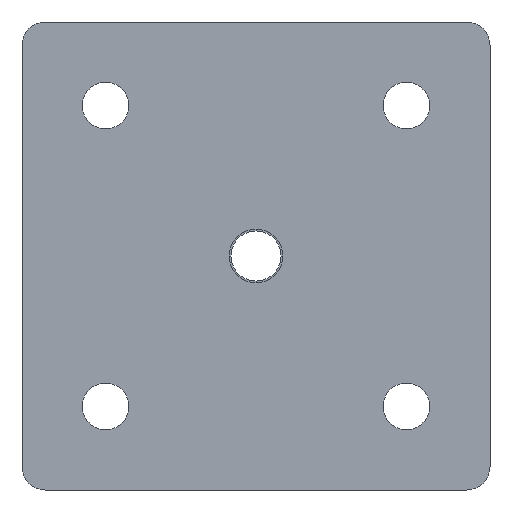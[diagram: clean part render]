
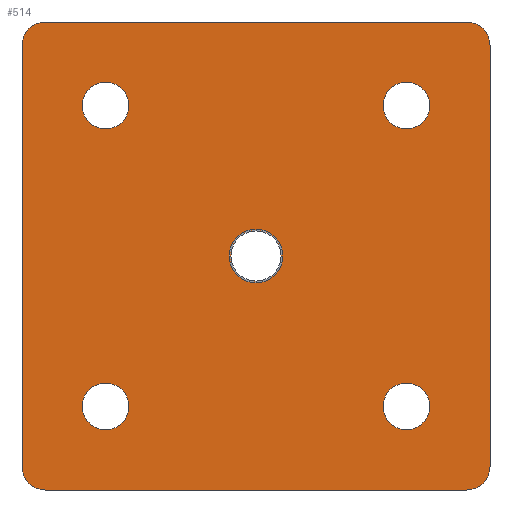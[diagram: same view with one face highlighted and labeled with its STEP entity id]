
A CAD part, left-side view. The second image highlights one B-rep face of the part: STEP entity #514.
In plain terms, the highlighted planar face has unit normal (-1, 0, 0).
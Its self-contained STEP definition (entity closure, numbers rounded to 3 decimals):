
#1=CARTESIAN_POINT('',(0.,31.5,-31.5));
#2=DIRECTION('',(1.,0.,0.));
#3=DIRECTION('',(0.,0.,-1.));
#4=AXIS2_PLACEMENT_3D('',#1,#2,#3);
#6=DIRECTION('',(0.,0.,1.));
#7=VECTOR('',#6,63.);
#8=CARTESIAN_POINT('',(0.,35.,-31.5));
#9=LINE('',#8,#7);
#10=CARTESIAN_POINT('',(0.,31.5,31.5));
#11=DIRECTION('',(1.,0.,0.));
#12=DIRECTION('',(0.,1.,0.));
#13=AXIS2_PLACEMENT_3D('',#10,#11,#12);
#15=DIRECTION('',(0.,-1.,0.));
#16=VECTOR('',#15,63.);
#17=CARTESIAN_POINT('',(0.,31.5,35.));
#18=LINE('',#17,#16);
#19=CARTESIAN_POINT('',(0.,-31.5,31.5));
#20=DIRECTION('',(1.,0.,0.));
#21=DIRECTION('',(0.,0.,1.));
#22=AXIS2_PLACEMENT_3D('',#19,#20,#21);
#24=DIRECTION('',(0.,0.,-1.));
#25=VECTOR('',#24,63.);
#26=CARTESIAN_POINT('',(0.,-35.,31.5));
#27=LINE('',#26,#25);
#28=CARTESIAN_POINT('',(0.,-31.5,-31.5));
#29=DIRECTION('',(1.,0.,0.));
#30=DIRECTION('',(0.,-1.,0.));
#31=AXIS2_PLACEMENT_3D('',#28,#29,#30);
#33=DIRECTION('',(0.,1.,0.));
#34=VECTOR('',#33,63.);
#35=CARTESIAN_POINT('',(0.,-31.5,-35.));
#36=LINE('',#35,#34);
#37=CARTESIAN_POINT('',(0.,0.,0.));
#38=DIRECTION('',(1.,0.,0.));
#39=DIRECTION('',(0.,-1.,0.));
#40=AXIS2_PLACEMENT_3D('',#37,#38,#39);
#42=CARTESIAN_POINT('',(0.,0.,0.));
#43=DIRECTION('',(1.,0.,0.));
#44=DIRECTION('',(0.,1.,0.));
#45=AXIS2_PLACEMENT_3D('',#42,#43,#44);
#47=CARTESIAN_POINT('',(0.,22.5,-22.5));
#48=DIRECTION('',(1.,0.,0.));
#49=DIRECTION('',(0.,-1.,0.));
#50=AXIS2_PLACEMENT_3D('',#47,#48,#49);
#52=CARTESIAN_POINT('',(0.,22.5,-22.5));
#53=DIRECTION('',(1.,0.,0.));
#54=DIRECTION('',(0.,1.,0.));
#55=AXIS2_PLACEMENT_3D('',#52,#53,#54);
#57=CARTESIAN_POINT('',(0.,22.5,22.5));
#58=DIRECTION('',(1.,0.,0.));
#59=DIRECTION('',(0.,-1.,0.));
#60=AXIS2_PLACEMENT_3D('',#57,#58,#59);
#62=CARTESIAN_POINT('',(0.,22.5,22.5));
#63=DIRECTION('',(1.,0.,0.));
#64=DIRECTION('',(0.,1.,0.));
#65=AXIS2_PLACEMENT_3D('',#62,#63,#64);
#67=CARTESIAN_POINT('',(0.,-22.5,-22.5));
#68=DIRECTION('',(1.,0.,0.));
#69=DIRECTION('',(0.,-1.,0.));
#70=AXIS2_PLACEMENT_3D('',#67,#68,#69);
#72=CARTESIAN_POINT('',(0.,-22.5,-22.5));
#73=DIRECTION('',(1.,0.,0.));
#74=DIRECTION('',(0.,1.,0.));
#75=AXIS2_PLACEMENT_3D('',#72,#73,#74);
#77=CARTESIAN_POINT('',(0.,-22.5,22.5));
#78=DIRECTION('',(1.,0.,0.));
#79=DIRECTION('',(0.,-1.,0.));
#80=AXIS2_PLACEMENT_3D('',#77,#78,#79);
#82=CARTESIAN_POINT('',(0.,-22.5,22.5));
#83=DIRECTION('',(1.,0.,0.));
#84=DIRECTION('',(0.,1.,0.));
#85=AXIS2_PLACEMENT_3D('',#82,#83,#84);
#357=CARTESIAN_POINT('',(0.,31.5,-35.));
#358=CARTESIAN_POINT('',(0.,35.,-31.5));
#359=VERTEX_POINT('',#357);
#360=VERTEX_POINT('',#358);
#361=CARTESIAN_POINT('',(0.,35.,31.5));
#362=VERTEX_POINT('',#361);
#363=CARTESIAN_POINT('',(0.,31.5,35.));
#364=VERTEX_POINT('',#363);
#365=CARTESIAN_POINT('',(0.,-31.5,35.));
#366=VERTEX_POINT('',#365);
#367=CARTESIAN_POINT('',(0.,-35.,31.5));
#368=VERTEX_POINT('',#367);
#369=CARTESIAN_POINT('',(0.,-35.,-31.5));
#370=VERTEX_POINT('',#369);
#371=CARTESIAN_POINT('',(0.,-31.5,-35.));
#372=VERTEX_POINT('',#371);
#389=CARTESIAN_POINT('',(0.,-3.75,0.));
#390=CARTESIAN_POINT('',(0.,3.75,0.));
#391=VERTEX_POINT('',#389);
#392=VERTEX_POINT('',#390);
#393=CARTESIAN_POINT('',(0.,19.,-22.5));
#394=CARTESIAN_POINT('',(0.,26.,-22.5));
#395=VERTEX_POINT('',#393);
#396=VERTEX_POINT('',#394);
#397=CARTESIAN_POINT('',(0.,19.,22.5));
#398=CARTESIAN_POINT('',(0.,26.,22.5));
#399=VERTEX_POINT('',#397);
#400=VERTEX_POINT('',#398);
#401=CARTESIAN_POINT('',(0.,-26.,-22.5));
#402=CARTESIAN_POINT('',(0.,-19.,-22.5));
#403=VERTEX_POINT('',#401);
#404=VERTEX_POINT('',#402);
#405=CARTESIAN_POINT('',(0.,-26.,22.5));
#406=CARTESIAN_POINT('',(0.,-19.,22.5));
#407=VERTEX_POINT('',#405);
#408=VERTEX_POINT('',#406);
#461=CARTESIAN_POINT('',(0.,0.,0.));
#462=DIRECTION('',(1.,0.,0.));
#463=DIRECTION('',(0.,-1.,0.));
#464=AXIS2_PLACEMENT_3D('',#461,#462,#463);
#465=PLANE('',#464);
#467=ORIENTED_EDGE('',*,*,#466,.T.);
#469=ORIENTED_EDGE('',*,*,#468,.T.);
#471=ORIENTED_EDGE('',*,*,#470,.T.);
#473=ORIENTED_EDGE('',*,*,#472,.T.);
#475=ORIENTED_EDGE('',*,*,#474,.T.);
#477=ORIENTED_EDGE('',*,*,#476,.T.);
#479=ORIENTED_EDGE('',*,*,#478,.T.);
#481=ORIENTED_EDGE('',*,*,#480,.T.);
#482=EDGE_LOOP('',(#467,#469,#471,#473,#475,#477,#479,#481));
#483=FACE_OUTER_BOUND('',#482,.F.);
#485=ORIENTED_EDGE('',*,*,#484,.F.);
#487=ORIENTED_EDGE('',*,*,#486,.F.);
#488=EDGE_LOOP('',(#485,#487));
#489=FACE_BOUND('',#488,.F.);
#491=ORIENTED_EDGE('',*,*,#490,.F.);
#493=ORIENTED_EDGE('',*,*,#492,.F.);
#494=EDGE_LOOP('',(#491,#493));
#495=FACE_BOUND('',#494,.F.);
#497=ORIENTED_EDGE('',*,*,#496,.F.);
#499=ORIENTED_EDGE('',*,*,#498,.F.);
#500=EDGE_LOOP('',(#497,#499));
#501=FACE_BOUND('',#500,.F.);
#503=ORIENTED_EDGE('',*,*,#502,.F.);
#505=ORIENTED_EDGE('',*,*,#504,.F.);
#506=EDGE_LOOP('',(#503,#505));
#507=FACE_BOUND('',#506,.F.);
#509=ORIENTED_EDGE('',*,*,#508,.F.);
#511=ORIENTED_EDGE('',*,*,#510,.F.);
#512=EDGE_LOOP('',(#509,#511));
#513=FACE_BOUND('',#512,.F.);
#514=ADVANCED_FACE('',(#483,#489,#495,#501,#507,#513),#465,.F.);
#5=CIRCLE('',#4,3.5);
#14=CIRCLE('',#13,3.5);
#23=CIRCLE('',#22,3.5);
#32=CIRCLE('',#31,3.5);
#41=CIRCLE('',#40,3.75);
#46=CIRCLE('',#45,3.75);
#51=CIRCLE('',#50,3.5);
#56=CIRCLE('',#55,3.5);
#61=CIRCLE('',#60,3.5);
#66=CIRCLE('',#65,3.5);
#71=CIRCLE('',#70,3.5);
#76=CIRCLE('',#75,3.5);
#81=CIRCLE('',#80,3.5);
#86=CIRCLE('',#85,3.5);
#466=EDGE_CURVE('',#359,#360,#5,.T.);
#468=EDGE_CURVE('',#360,#362,#9,.T.);
#470=EDGE_CURVE('',#362,#364,#14,.T.);
#472=EDGE_CURVE('',#364,#366,#18,.T.);
#474=EDGE_CURVE('',#366,#368,#23,.T.);
#476=EDGE_CURVE('',#368,#370,#27,.T.);
#478=EDGE_CURVE('',#370,#372,#32,.T.);
#480=EDGE_CURVE('',#372,#359,#36,.T.);
#484=EDGE_CURVE('',#391,#392,#41,.T.);
#486=EDGE_CURVE('',#392,#391,#46,.T.);
#490=EDGE_CURVE('',#395,#396,#51,.T.);
#492=EDGE_CURVE('',#396,#395,#56,.T.);
#496=EDGE_CURVE('',#399,#400,#61,.T.);
#498=EDGE_CURVE('',#400,#399,#66,.T.);
#502=EDGE_CURVE('',#403,#404,#71,.T.);
#504=EDGE_CURVE('',#404,#403,#76,.T.);
#508=EDGE_CURVE('',#407,#408,#81,.T.);
#510=EDGE_CURVE('',#408,#407,#86,.T.);
